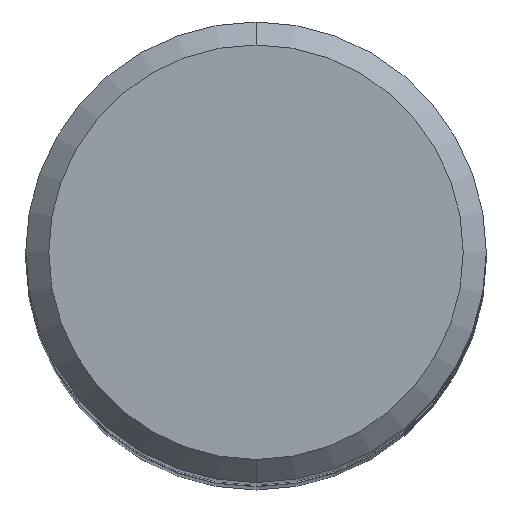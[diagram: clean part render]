
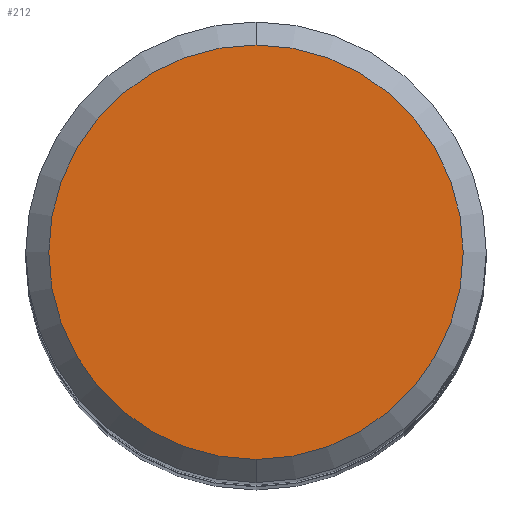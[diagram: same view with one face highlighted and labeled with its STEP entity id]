
A CAD part, top view. The second image highlights one B-rep face of the part: STEP entity #212.
In plain terms, the highlighted planar face has unit normal (0, 0, 1).
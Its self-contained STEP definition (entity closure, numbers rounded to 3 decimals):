
#196=EDGE_CURVE('',#494,#482,#529,.T.);
#212=ADVANCED_FACE('',(#546),#547,.T.);
#322=EDGE_CURVE('',#482,#494,#668,.T.);
#482=VERTEX_POINT('',#844);
#494=VERTEX_POINT('',#857);
#529=CIRCLE('',#886,7.2);
#546=FACE_OUTER_BOUND('',#909,.T.);
#547=PLANE('',#910);
#668=CIRCLE('',#1119,7.2);
#844=CARTESIAN_POINT('',(0.,-7.2,0.0));
#857=CARTESIAN_POINT('',(0.0,7.2,0.0));
#886=AXIS2_PLACEMENT_3D('',#1638,#1639,#1640);
#909=EDGE_LOOP('',(#1658,#1659));
#910=AXIS2_PLACEMENT_3D('',#1660,#1661,#1662);
#1119=AXIS2_PLACEMENT_3D('',#1778,#1779,#1780);
#1638=CARTESIAN_POINT('',(0.0,0.0,0.0));
#1639=DIRECTION('',(0.0,0.0,-1.0));
#1640=DIRECTION('',(0.0,1.0,0.0));
#1658=ORIENTED_EDGE('',*,*,#196,.F.);
#1659=ORIENTED_EDGE('',*,*,#322,.F.);
#1660=CARTESIAN_POINT('',(0.0,3.6,0.0));
#1661=DIRECTION('',(-0.0,0.0,1.0));
#1662=DIRECTION('',(0.0,-1.0,0.0));
#1778=CARTESIAN_POINT('',(0.0,0.0,0.0));
#1779=DIRECTION('',(0.0,0.0,-1.0));
#1780=DIRECTION('',(0.0,1.0,0.0));
